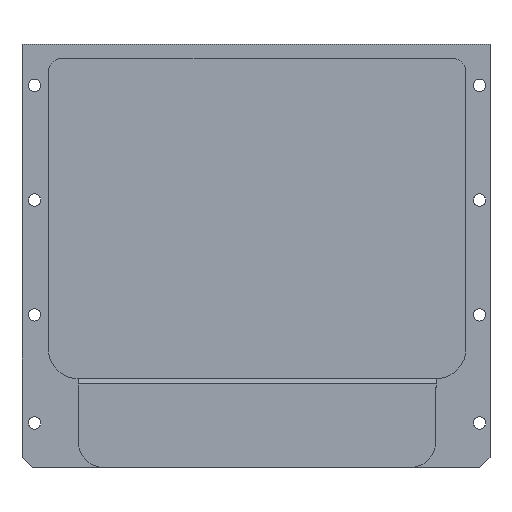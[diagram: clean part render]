
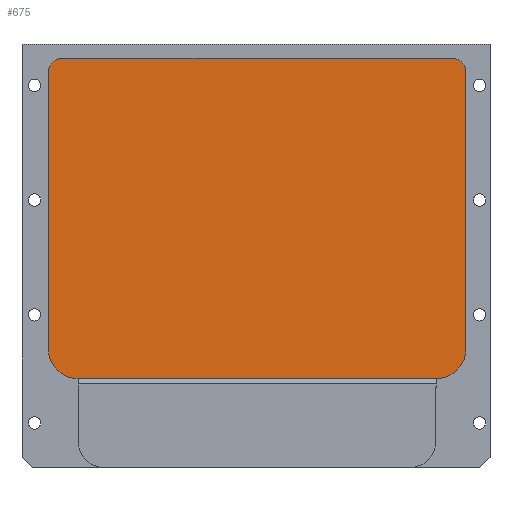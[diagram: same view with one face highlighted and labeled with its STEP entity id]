
A CAD part, top view. The second image highlights one B-rep face of the part: STEP entity #675.
In plain terms, the highlighted planar face has unit normal (0, 0, 1).
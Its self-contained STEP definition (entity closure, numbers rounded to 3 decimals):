
#37=CIRCLE('',#723,11.);
#39=CIRCLE('',#727,5.);
#41=CIRCLE('',#731,5.);
#43=CIRCLE('',#735,11.);
#91=FACE_OUTER_BOUND('',#126,.T.);
#126=EDGE_LOOP('',(#524,#525,#526,#527,#528,#529,#530,#531));
#186=LINE('',#1025,#252);
#189=LINE('',#1036,#255);
#193=LINE('',#1048,#259);
#197=LINE('',#1060,#263);
#252=VECTOR('',#825,10.);
#255=VECTOR('',#836,10.);
#259=VECTOR('',#848,10.);
#263=VECTOR('',#860,10.);
#310=VERTEX_POINT('',#1013);
#313=VERTEX_POINT('',#1023);
#315=VERTEX_POINT('',#1029);
#317=VERTEX_POINT('',#1035);
#319=VERTEX_POINT('',#1041);
#321=VERTEX_POINT('',#1047);
#323=VERTEX_POINT('',#1053);
#325=VERTEX_POINT('',#1059);
#384=EDGE_CURVE('',#313,#310,#186,.T.);
#386=EDGE_CURVE('',#315,#310,#37,.T.);
#389=EDGE_CURVE('',#317,#315,#189,.T.);
#392=EDGE_CURVE('',#319,#317,#39,.T.);
#395=EDGE_CURVE('',#321,#319,#193,.T.);
#398=EDGE_CURVE('',#323,#321,#41,.T.);
#401=EDGE_CURVE('',#325,#323,#197,.T.);
#404=EDGE_CURVE('',#313,#325,#43,.T.);
#524=ORIENTED_EDGE('',*,*,#404,.T.);
#525=ORIENTED_EDGE('',*,*,#401,.T.);
#526=ORIENTED_EDGE('',*,*,#398,.T.);
#527=ORIENTED_EDGE('',*,*,#395,.T.);
#528=ORIENTED_EDGE('',*,*,#392,.T.);
#529=ORIENTED_EDGE('',*,*,#389,.T.);
#530=ORIENTED_EDGE('',*,*,#386,.T.);
#531=ORIENTED_EDGE('',*,*,#384,.F.);
#648=PLANE('',#736);
#675=ADVANCED_FACE('',(#91),#648,.T.);
#723=AXIS2_PLACEMENT_3D('',#1030,#830,#831);
#727=AXIS2_PLACEMENT_3D('',#1042,#842,#843);
#731=AXIS2_PLACEMENT_3D('',#1054,#854,#855);
#735=AXIS2_PLACEMENT_3D('',#1065,#866,#867);
#736=AXIS2_PLACEMENT_3D('',#1067,#869,#870);
#825=DIRECTION('',(-1.,0.,0.));
#830=DIRECTION('center_axis',(0.,0.,1.));
#831=DIRECTION('ref_axis',(-1.,0.,0.));
#836=DIRECTION('',(0.,-1.,0.));
#842=DIRECTION('center_axis',(0.,0.,1.));
#843=DIRECTION('ref_axis',(0.,1.,0.));
#848=DIRECTION('',(-1.,0.,0.));
#854=DIRECTION('center_axis',(0.,0.,1.));
#855=DIRECTION('ref_axis',(1.,0.,0.));
#860=DIRECTION('',(0.,1.,0.));
#866=DIRECTION('center_axis',(0.,0.,1.));
#867=DIRECTION('ref_axis',(0.,-1.,0.));
#869=DIRECTION('center_axis',(0.,0.,1.));
#870=DIRECTION('ref_axis',(1.,0.,0.));
#1013=CARTESIAN_POINT('',(-66.3,204.,-31.8));
#1023=CARTESIAN_POINT('',(66.3,204.,-31.8));
#1025=CARTESIAN_POINT('',(33.15,204.,-31.8));
#1029=CARTESIAN_POINT('',(-77.3,215.,-31.8));
#1030=CARTESIAN_POINT('Origin',(-66.3,215.,-31.8));
#1035=CARTESIAN_POINT('',(-77.3,317.6,-31.8));
#1036=CARTESIAN_POINT('',(-77.3,324.6,-31.8));
#1041=CARTESIAN_POINT('',(-72.3,322.6,-31.8));
#1042=CARTESIAN_POINT('Origin',(-72.3,317.6,-31.8));
#1047=CARTESIAN_POINT('',(72.3,322.6,-31.8));
#1048=CARTESIAN_POINT('',(77.5,322.6,-31.8));
#1053=CARTESIAN_POINT('',(77.3,317.6,-31.8));
#1054=CARTESIAN_POINT('Origin',(72.3,317.6,-31.8));
#1059=CARTESIAN_POINT('',(77.3,215.,-31.8));
#1060=CARTESIAN_POINT('',(77.3,204.,-31.8));
#1065=CARTESIAN_POINT('Origin',(66.3,215.,-31.8));
#1067=CARTESIAN_POINT('Origin',(0.,263.3,-31.8));
